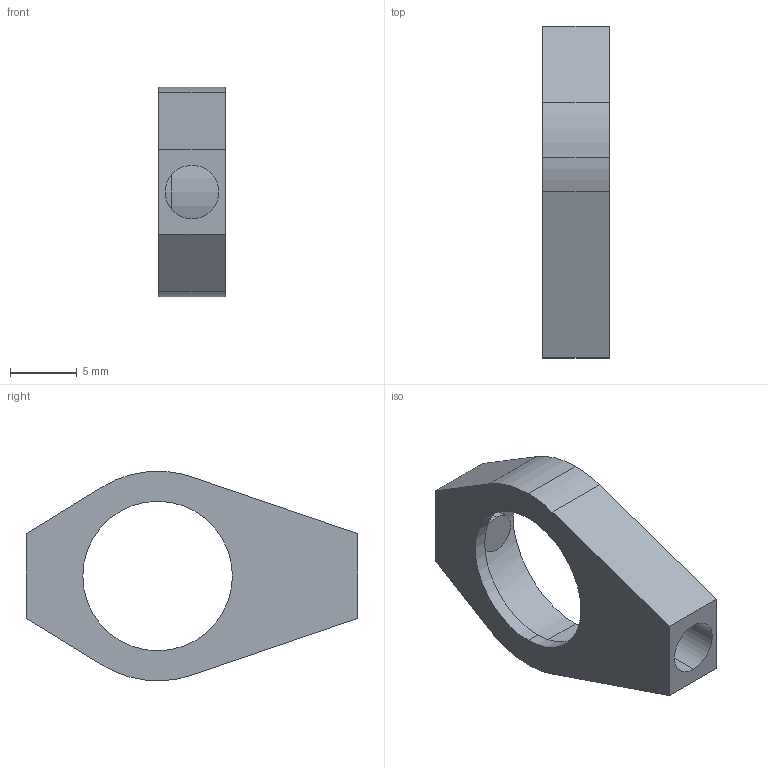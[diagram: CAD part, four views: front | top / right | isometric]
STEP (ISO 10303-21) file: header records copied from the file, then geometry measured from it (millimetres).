
FILE_DESCRIPTION (( 'STEP AP203' ), '1' );
FILE_NAME ('1.3.1.18_ZZT-0.5-D.STEP', '2022-04-22T01:19:28', ( '' ), ( '' ), 'SwSTEP 2.0', 'SolidWorks 2021', '' );
FILE_SCHEMA (( 'CONFIG_CONTROL_DESIGN' ));
Length unit declared in the file: millimetre
Products named in the file (1): 1.3.1.18_ZZT-0.5-D
Bounding box: 5 x 24.85 x 15.69 mm (x, y, z)
Surface area: 1052.7 mm2 (no closed solid volume)
Topology: 0 solids, 3 shells, 45 faces, 119 edges, 78 vertices
Faces by surface type: cylinder 21, plane 18, cone 6
Entity records: 1554 total; most frequent: CARTESIAN_POINT 331, DIRECTION 249, ORIENTED_EDGE 230, EDGE_CURVE 119, AXIS2_PLACEMENT_3D 96, VERTEX_POINT 78, VECTOR 57, LINE 57
